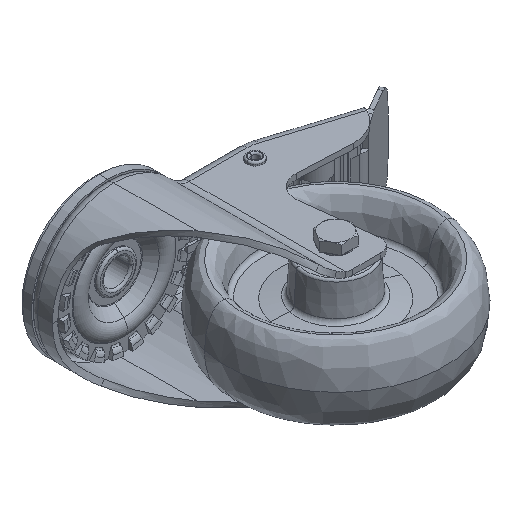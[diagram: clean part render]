
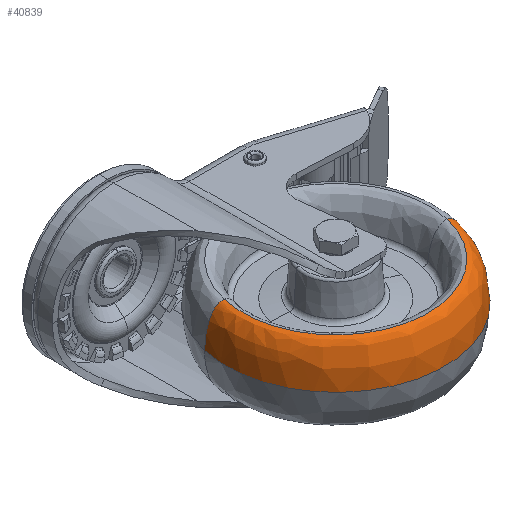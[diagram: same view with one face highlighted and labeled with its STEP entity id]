
A CAD part, isometric view. The second image highlights one B-rep face of the part: STEP entity #40839.
In plain terms, the highlighted free-form (B-spline) face has degree [3, 3] with [4, 4] control points.
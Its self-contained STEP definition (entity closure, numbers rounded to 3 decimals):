
#3207 =( BOUNDED_CURVE ( )  B_SPLINE_CURVE ( 3, ( #57813, #21757, #31294, #35553 ),
 .UNSPECIFIED., .F., .T. ) 
 B_SPLINE_CURVE_WITH_KNOTS ( ( 4, 4 ),
 ( 3.142, 4.712 ),
 .UNSPECIFIED. ) 
 CURVE ( )  GEOMETRIC_REPRESENTATION_ITEM ( )  RATIONAL_B_SPLINE_CURVE ( ( 1., 0.805, 0.805, 1. ) ) 
 REPRESENTATION_ITEM ( '' )  );
#3320 = CARTESIAN_POINT ( 'NONE',  ( -29.028, -156.636, 17.5 ) ) ;
#7889 = CARTESIAN_POINT ( 'NONE',  ( 63.902, -184.762, 0. ) ) ;
#8220 = VERTEX_POINT ( 'NONE', #29044 ) ;
#9544 = CIRCLE ( 'NONE', #33919, 42.5 ) ;
#11052 = ORIENTED_EDGE ( 'NONE', *, *, #51483, .F. ) ;
#12313 = DIRECTION ( 'NONE',  ( -0.974, 0.228, 0. ) ) ;
#12732 = ORIENTED_EDGE ( 'NONE', *, *, #59677, .F. ) ;
#12798 = CARTESIAN_POINT ( 'NONE',  ( 83.66, -86.684, 17.5 ) ) ;
#16058 =( BOUNDED_CURVE ( )  B_SPLINE_CURVE ( 3, ( #33351, #24711, #33951, #39128 ),
 .UNSPECIFIED., .F., .F. ) 
 B_SPLINE_CURVE_WITH_KNOTS ( ( 4, 4 ),
 ( 1.571, 3.142 ),
 .UNSPECIFIED. ) 
 CURVE ( )  GEOMETRIC_REPRESENTATION_ITEM ( )  RATIONAL_B_SPLINE_CURVE ( ( 1., 0.805, 0.805, 1. ) ) 
 REPRESENTATION_ITEM ( '' )  );
#18799 = DIRECTION ( 'NONE',  ( 0., 0., 1. ) ) ;
#18956 = VERTEX_POINT ( 'NONE', #54208 ) ;
#21402 = DIRECTION ( 'NONE',  ( 0., 0., -1. ) ) ;
#21757 = CARTESIAN_POINT ( 'NONE',  ( 83.66, -86.684, 17.5 ) ) ;
#22842 = ORIENTED_EDGE ( 'NONE', *, *, #54839, .F. ) ;
#24711 = CARTESIAN_POINT ( 'NONE',  ( -10.685, -64.608, 10.251 ) ) ;
#26516 = CARTESIAN_POINT ( 'NONE',  ( -7.66, -65.316, 17.5 ) ) ;
#29044 = CARTESIAN_POINT ( 'NONE',  ( 79.382, -85.683, 17.5 ) ) ;
#30824 = FACE_OUTER_BOUND ( 'NONE', #37679, .T. ) ;
#31294 = CARTESIAN_POINT ( 'NONE',  ( 86.685, -87.392, 10.251 ) ) ;
#31437 = CARTESIAN_POINT ( 'NONE',  ( -3.382, -66.317, 17.5 ) ) ;
#33351 = CARTESIAN_POINT ( 'NONE',  ( -10.685, -64.608, 0. ) ) ;
#33919 = AXIS2_PLACEMENT_3D ( 'NONE', #34062, #18799, #56039 ) ;
#33951 = CARTESIAN_POINT ( 'NONE',  ( -7.66, -65.316, 17.5 ) ) ;
#34062 = CARTESIAN_POINT ( 'NONE',  ( 38., -76., 17.5 ) ) ;
#34566 = CIRCLE ( 'NONE', #57933, 50. ) ;
#34779 = CARTESIAN_POINT ( 'NONE',  ( 63.902, -184.762, 10.251 ) ) ;
#35084 = CARTESIAN_POINT ( 'NONE',  ( 79.382, -85.683, 17.5 ) ) ;
#35553 = CARTESIAN_POINT ( 'NONE',  ( 86.685, -87.392, 0. ) ) ;
#35699 = CARTESIAN_POINT ( 'NONE',  ( -10.685, -64.608, 10.251 ) ) ;
#37679 = EDGE_LOOP ( 'NONE', ( #12732, #11052, #47918, #22842 ) ) ;
#39128 = CARTESIAN_POINT ( 'NONE',  ( -3.382, -66.317, 17.5 ) ) ;
#39176 = EDGE_CURVE ( 'NONE', #18956, #44243, #16058, .T. ) ;
#39777 = CARTESIAN_POINT ( 'NONE',  ( 86.685, -87.392, 0. ) ) ;
#40604 = CARTESIAN_POINT ( 'NONE',  ( -33.468, -161.978, 0. ) ) ;
#40839 = ADVANCED_FACE ( 'NONE', ( #30824 ), #41412, .F. ) ;
#41412 =( BOUNDED_SURFACE ( )  B_SPLINE_SURFACE ( 3, 3, ( 
 ( #54014, #40604, #7889, #49459 ),
 ( #35699, #59173, #34779, #54335 ),
 ( #26516, #3320, #54619, #12798 ),
 ( #31437, #45445, #58262, #35084 ) ),
 .UNSPECIFIED., .F., .F., .F. ) 
 B_SPLINE_SURFACE_WITH_KNOTS ( ( 4, 4 ),
 ( 4, 4 ),
 ( 0., 1. ),
 ( 0., 1. ),
 .UNSPECIFIED. ) 
 GEOMETRIC_REPRESENTATION_ITEM ( )  RATIONAL_B_SPLINE_SURFACE ( (
 ( 1., 0.333, 0.333, 1.),
 ( 0.805, 0.268, 0.268, 0.805),
 ( 0.805, 0.268, 0.268, 0.805),
 ( 1., 0.333, 0.333, 1.) ) ) 
 REPRESENTATION_ITEM ( '' )  SURFACE ( )  );
#44243 = VERTEX_POINT ( 'NONE', #47092 ) ;
#44639 = CARTESIAN_POINT ( 'NONE',  ( 38., -76., 0. ) ) ;
#45445 = CARTESIAN_POINT ( 'NONE',  ( -22.748, -149.082, 17.5 ) ) ;
#47092 = CARTESIAN_POINT ( 'NONE',  ( -3.382, -66.317, 17.5 ) ) ;
#47918 = ORIENTED_EDGE ( 'NONE', *, *, #39176, .F. ) ;
#49459 = CARTESIAN_POINT ( 'NONE',  ( 86.685, -87.392, 0. ) ) ;
#51483 = EDGE_CURVE ( 'NONE', #44243, #8220, #9544, .T. ) ;
#54014 = CARTESIAN_POINT ( 'NONE',  ( -10.685, -64.608, 0. ) ) ;
#54208 = CARTESIAN_POINT ( 'NONE',  ( -10.685, -64.608, 0. ) ) ;
#54335 = CARTESIAN_POINT ( 'NONE',  ( 86.685, -87.392, 10.251 ) ) ;
#54619 = CARTESIAN_POINT ( 'NONE',  ( 62.292, -178.004, 17.5 ) ) ;
#54839 = EDGE_CURVE ( 'NONE', #58272, #18956, #34566, .T. ) ;
#56039 = DIRECTION ( 'NONE',  ( 0.974, -0.228, 0. ) ) ;
#57813 = CARTESIAN_POINT ( 'NONE',  ( 79.382, -85.683, 17.5 ) ) ;
#57933 = AXIS2_PLACEMENT_3D ( 'NONE', #44639, #21402, #12313 ) ;
#58262 = CARTESIAN_POINT ( 'NONE',  ( 60.016, -168.447, 17.5 ) ) ;
#58272 = VERTEX_POINT ( 'NONE', #39777 ) ;
#59173 = CARTESIAN_POINT ( 'NONE',  ( -33.468, -161.978, 10.251 ) ) ;
#59677 = EDGE_CURVE ( 'NONE', #8220, #58272, #3207, .T. ) ;
